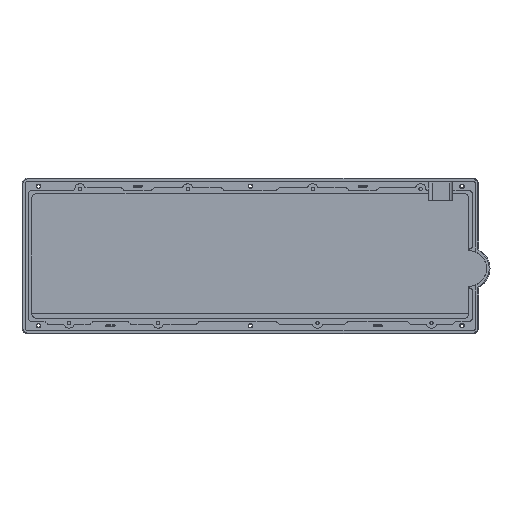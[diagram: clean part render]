
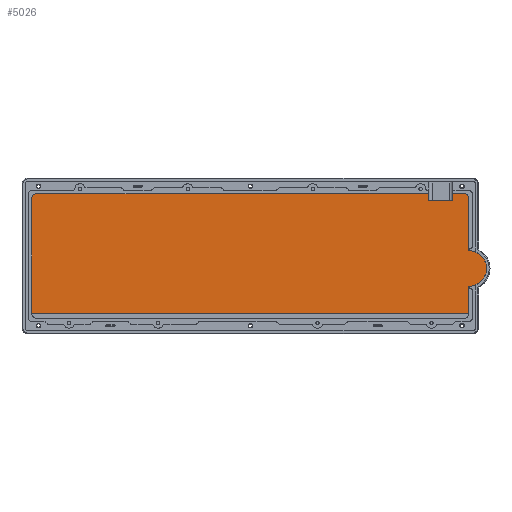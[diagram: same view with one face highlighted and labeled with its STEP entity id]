
A CAD part, top view. The second image highlights one B-rep face of the part: STEP entity #5026.
In plain terms, the highlighted planar face has unit normal (0, 0, 1).
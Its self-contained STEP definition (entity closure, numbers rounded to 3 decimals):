
#250=PLANE('',#5537);
#458=FACE_OUTER_BOUND('',#770,.T.);
#770=EDGE_LOOP('',(#4037,#4038,#4039,#4040,#4041,#4042,#4043,#4044,#4045,
#4046,#4047,#4048,#4049,#4050,#4051,#4052));
#1137=CIRCLE('',#5538,0.087);
#1138=CIRCLE('',#5539,13.5);
#1139=CIRCLE('',#5540,0.088);
#1140=CIRCLE('',#5541,3.881);
#1141=CIRCLE('',#5542,0.087);
#1142=CIRCLE('',#5543,0.088);
#1143=CIRCLE('',#5544,3.881);
#1383=LINE('',#8094,#1844);
#1451=LINE('',#8297,#1912);
#1453=LINE('',#8306,#1914);
#1454=LINE('',#8314,#1915);
#1455=LINE('',#8318,#1916);
#1456=LINE('',#8322,#1917);
#1457=LINE('',#8323,#1918);
#1458=LINE('',#8327,#1919);
#1459=LINE('',#8330,#1920);
#1844=VECTOR('',#6487,10.);
#1912=VECTOR('',#6687,10.);
#1914=VECTOR('',#6697,10.);
#1915=VECTOR('',#6704,10.);
#1916=VECTOR('',#6707,10.);
#1917=VECTOR('',#6710,10.);
#1918=VECTOR('',#6711,10.);
#1919=VECTOR('',#6714,10.);
#1920=VECTOR('',#6717,10.);
#2391=VERTEX_POINT('',#8091);
#2392=VERTEX_POINT('',#8093);
#2458=VERTEX_POINT('',#8290);
#2461=VERTEX_POINT('',#8295);
#2464=VERTEX_POINT('',#8305);
#2465=VERTEX_POINT('',#8307);
#2466=VERTEX_POINT('',#8309);
#2467=VERTEX_POINT('',#8311);
#2468=VERTEX_POINT('',#8313);
#2469=VERTEX_POINT('',#8315);
#2470=VERTEX_POINT('',#8317);
#2471=VERTEX_POINT('',#8319);
#2472=VERTEX_POINT('',#8321);
#2473=VERTEX_POINT('',#8324);
#2474=VERTEX_POINT('',#8326);
#2475=VERTEX_POINT('',#8328);
#2945=EDGE_CURVE('',#2392,#2391,#1383,.T.);
#3047=EDGE_CURVE('',#2458,#2461,#1451,.T.);
#3051=EDGE_CURVE('',#2464,#2461,#1453,.T.);
#3052=EDGE_CURVE('',#2465,#2464,#1137,.T.);
#3053=EDGE_CURVE('',#2466,#2465,#1138,.T.);
#3054=EDGE_CURVE('',#2467,#2466,#1139,.T.);
#3055=EDGE_CURVE('',#2468,#2467,#1454,.T.);
#3056=EDGE_CURVE('',#2469,#2468,#1140,.T.);
#3057=EDGE_CURVE('',#2470,#2469,#1455,.T.);
#3058=EDGE_CURVE('',#2471,#2470,#1141,.F.);
#3059=EDGE_CURVE('',#2471,#2472,#1456,.T.);
#3060=EDGE_CURVE('',#2472,#2392,#1457,.T.);
#3061=EDGE_CURVE('',#2473,#2391,#1142,.F.);
#3062=EDGE_CURVE('',#2473,#2474,#1458,.T.);
#3063=EDGE_CURVE('',#2475,#2474,#1143,.T.);
#3064=EDGE_CURVE('',#2458,#2475,#1459,.T.);
#4037=ORIENTED_EDGE('',*,*,#3047,.T.);
#4038=ORIENTED_EDGE('',*,*,#3051,.F.);
#4039=ORIENTED_EDGE('',*,*,#3052,.F.);
#4040=ORIENTED_EDGE('',*,*,#3053,.F.);
#4041=ORIENTED_EDGE('',*,*,#3054,.F.);
#4042=ORIENTED_EDGE('',*,*,#3055,.F.);
#4043=ORIENTED_EDGE('',*,*,#3056,.F.);
#4044=ORIENTED_EDGE('',*,*,#3057,.F.);
#4045=ORIENTED_EDGE('',*,*,#3058,.F.);
#4046=ORIENTED_EDGE('',*,*,#3059,.T.);
#4047=ORIENTED_EDGE('',*,*,#3060,.T.);
#4048=ORIENTED_EDGE('',*,*,#2945,.T.);
#4049=ORIENTED_EDGE('',*,*,#3061,.F.);
#4050=ORIENTED_EDGE('',*,*,#3062,.T.);
#4051=ORIENTED_EDGE('',*,*,#3063,.F.);
#4052=ORIENTED_EDGE('',*,*,#3064,.F.);
#5026=ADVANCED_FACE('',(#458),#250,.T.);
#5537=AXIS2_PLACEMENT_3D('',#8304,#6695,#6696);
#5538=AXIS2_PLACEMENT_3D('',#8308,#6698,#6699);
#5539=AXIS2_PLACEMENT_3D('',#8310,#6700,#6701);
#5540=AXIS2_PLACEMENT_3D('',#8312,#6702,#6703);
#5541=AXIS2_PLACEMENT_3D('',#8316,#6705,#6706);
#5542=AXIS2_PLACEMENT_3D('',#8320,#6708,#6709);
#5543=AXIS2_PLACEMENT_3D('',#8325,#6712,#6713);
#5544=AXIS2_PLACEMENT_3D('',#8329,#6715,#6716);
#6487=DIRECTION('',(0.,1.,0.));
#6687=DIRECTION('',(1.,0.,0.));
#6695=DIRECTION('center_axis',(0.,0.,1.));
#6696=DIRECTION('ref_axis',(-1.,0.,0.));
#6697=DIRECTION('',(0.,-1.,0.));
#6698=DIRECTION('center_axis',(0.,0.,1.));
#6699=DIRECTION('ref_axis',(0.,1.,0.));
#6700=DIRECTION('center_axis',(0.,0.,-1.));
#6701=DIRECTION('ref_axis',(0.,-1.,0.));
#6702=DIRECTION('center_axis',(0.,0.,1.));
#6703=DIRECTION('ref_axis',(-1.,0.,0.));
#6704=DIRECTION('',(0.,-1.,0.));
#6705=DIRECTION('center_axis',(0.,0.,-1.));
#6706=DIRECTION('ref_axis',(1.,0.,0.));
#6707=DIRECTION('',(1.,0.,0.));
#6708=DIRECTION('center_axis',(0.,0.,-1.));
#6709=DIRECTION('ref_axis',(-0.707,-0.707,0.));
#6710=DIRECTION('',(0.,-1.,0.));
#6711=DIRECTION('',(-1.,0.,0.));
#6712=DIRECTION('center_axis',(0.,0.,-1.));
#6713=DIRECTION('ref_axis',(0.707,-0.707,0.));
#6714=DIRECTION('',(-1.,0.,0.));
#6715=DIRECTION('center_axis',(0.,0.,-1.));
#6716=DIRECTION('ref_axis',(0.,1.,0.));
#6717=DIRECTION('',(0.,1.,0.));
#8091=CARTESIAN_POINT('',(329.026,119.068,-8.6));
#8093=CARTESIAN_POINT('',(329.026,113.668,-8.6));
#8094=CARTESIAN_POINT('',(329.026,95.528,-8.6));
#8290=CARTESIAN_POINT('',(26.342,27.787,-8.6));
#8295=CARTESIAN_POINT('',(359.542,27.787,-8.6));
#8297=CARTESIAN_POINT('',(279.638,27.787,-8.6));
#8304=CARTESIAN_POINT('Origin',(199.735,77.387,-8.6));
#8305=CARTESIAN_POINT('',(359.542,48.331,-8.6));
#8306=CARTESIAN_POINT('',(359.542,27.787,-8.6));
#8307=CARTESIAN_POINT('',(359.629,48.418,-8.6));
#8308=CARTESIAN_POINT('Origin',(359.629,48.331,-8.6));
#8309=CARTESIAN_POINT('',(359.629,75.418,-8.6));
#8310=CARTESIAN_POINT('Origin',(359.629,61.918,-8.6));
#8311=CARTESIAN_POINT('',(359.542,75.506,-8.6));
#8312=CARTESIAN_POINT('Origin',(359.629,75.506,-8.6));
#8313=CARTESIAN_POINT('',(359.542,115.1,-8.6));
#8314=CARTESIAN_POINT('',(359.542,75.506,-8.6));
#8315=CARTESIAN_POINT('',(355.66,118.981,-8.6));
#8316=CARTESIAN_POINT('Origin',(355.66,115.1,-8.6));
#8317=CARTESIAN_POINT('',(347.457,118.981,-8.6));
#8318=CARTESIAN_POINT('',(355.66,118.981,-8.6));
#8319=CARTESIAN_POINT('',(347.37,119.068,-8.6));
#8320=CARTESIAN_POINT('Origin',(347.457,119.068,-8.6));
#8321=CARTESIAN_POINT('',(347.37,113.668,-8.6));
#8322=CARTESIAN_POINT('',(347.37,104.128,-8.6));
#8323=CARTESIAN_POINT('',(273.552,113.668,-8.6));
#8324=CARTESIAN_POINT('',(328.938,118.981,-8.6));
#8325=CARTESIAN_POINT('Origin',(328.938,119.068,-8.6));
#8326=CARTESIAN_POINT('',(30.223,118.981,-8.6));
#8327=CARTESIAN_POINT('',(114.979,118.981,-8.6));
#8328=CARTESIAN_POINT('',(26.342,115.1,-8.6));
#8329=CARTESIAN_POINT('Origin',(30.223,115.1,-8.6));
#8330=CARTESIAN_POINT('',(26.342,115.1,-8.6));
